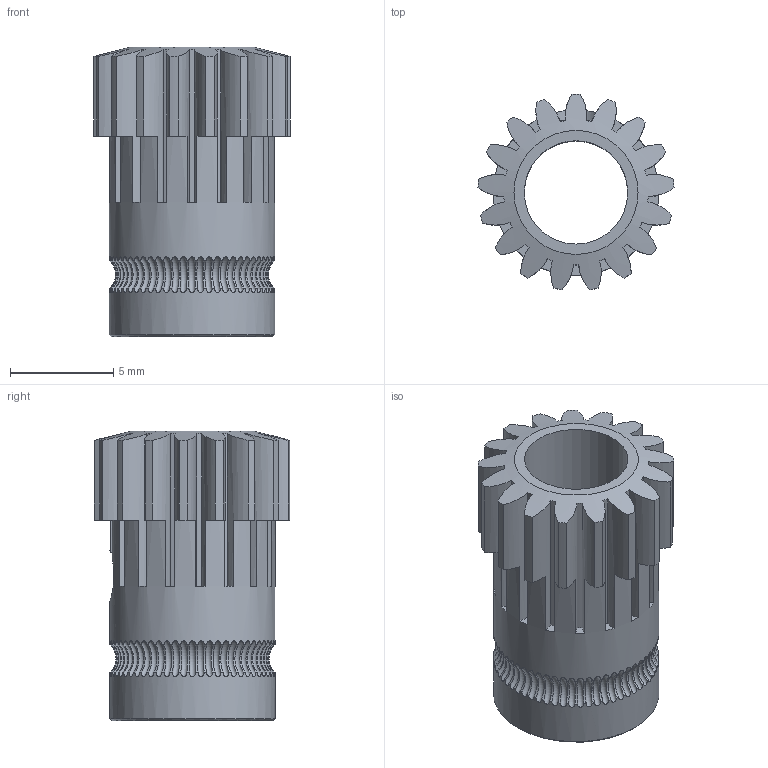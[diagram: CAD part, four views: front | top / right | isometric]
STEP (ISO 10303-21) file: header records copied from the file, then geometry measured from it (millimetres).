
FILE_DESCRIPTION(/* description */ (''),/* implementation_level */ '2;1');
FILE_NAME(/* name */ 'Pinion gear.stp',/* time_stamp */ '2020-11-19T20:26:15+03:00',/* author */ ('Max'),/* organization */ (''),/* preprocessor_version */ 'ST-DEVELOPER v16.5',/* originating_system */ 'Autodesk Inventor 2017',/* authorisation */ '');
FILE_SCHEMA (('AUTOMOTIVE_DESIGN { 1 0 10303 214 3 1 1 }'));
Length unit declared in the file: millimetre
Products named in the file (1): Шестерня с 
фиксатором
Bounding box: 9.49 x 9.45 x 14 mm (x, y, z)
Volume: 429.6 mm3; surface area: 848.7 mm2
Topology: 1 solids, 1 shells, 243 faces, 714 edges, 476 vertices
Faces by surface type: torus 121, cylinder 76, plane 44, cone 2
Full cylindrical faces by diameter (mm): 2.45 x1, 2.5 x1, 5 x1, 8 x2
Entity records: 10525 total; most frequent: CARTESIAN_POINT 3976, DIRECTION 1441, ORIENTED_EDGE 1408, EDGE_CURVE 704, AXIS2_PLACEMENT_3D 660, VERTEX_POINT 473, CIRCLE 293, EDGE_LOOP 255
